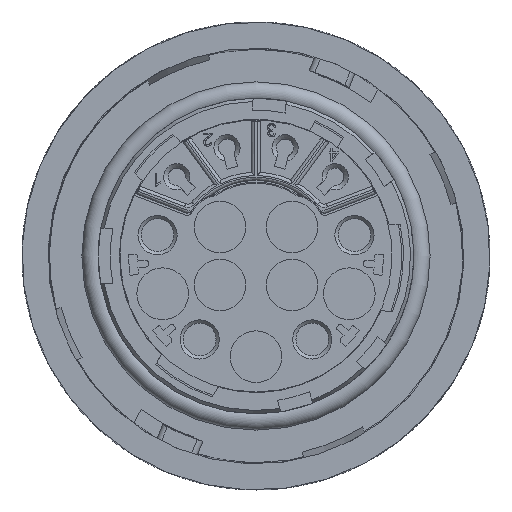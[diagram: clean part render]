
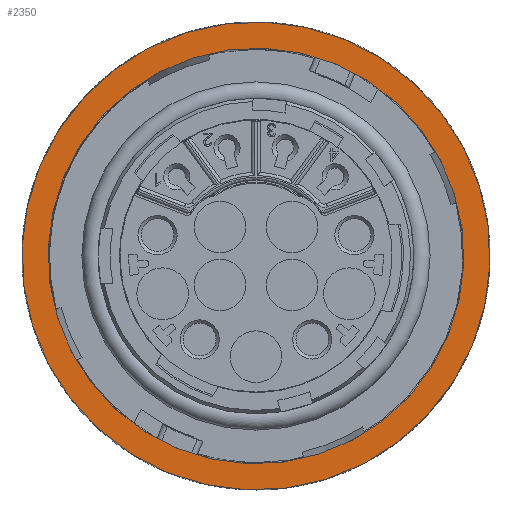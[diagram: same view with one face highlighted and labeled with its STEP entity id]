
A CAD part, left-side view. The second image highlights one B-rep face of the part: STEP entity #2350.
In plain terms, the highlighted planar face has unit normal (-1, 0, 0).
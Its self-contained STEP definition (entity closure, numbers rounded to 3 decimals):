
#883=FACE_BOUND('',#5307,.T.);
#884=FACE_BOUND('',#5308,.T.);
#2350=ADVANCED_FACE('',(#883,#884),#3097,.T.);
#3097=PLANE('',#22360);
#5307=EDGE_LOOP('',(#11030));
#5308=EDGE_LOOP('',(#11031));
#6162=CIRCLE('',#22282,21.5);
#6217=CIRCLE('',#22359,19.1);
#11030=ORIENTED_EDGE('',*,*,#16975,.T.);
#11031=ORIENTED_EDGE('',*,*,#16914,.F.);
#14147=VERTEX_POINT('',#37090);
#14152=VERTEX_POINT('',#37638);
#16914=EDGE_CURVE('',#14147,#14147,#6162,.T.);
#16975=EDGE_CURVE('',#14152,#14152,#6217,.T.);
#22282=AXIS2_PLACEMENT_3D('',#37089,#26539,#26540);
#22359=AXIS2_PLACEMENT_3D('',#37637,#26697,#26698);
#22360=AXIS2_PLACEMENT_3D('',#37639,#26699,#26700);
#26539=DIRECTION('',(1.,0.,0.));
#26540=DIRECTION('',(0.,0.924,0.382));
#26697=DIRECTION('',(1.,0.,0.));
#26698=DIRECTION('',(0.,0.924,0.382));
#26699=DIRECTION('',(-1.,0.,0.));
#26700=DIRECTION('',(0.,0.924,0.382));
#37089=CARTESIAN_POINT('',(-54.759,7.674,0.));
#37090=CARTESIAN_POINT('',(-54.759,27.545,8.21));
#37637=CARTESIAN_POINT('',(-54.759,7.674,0.));
#37638=CARTESIAN_POINT('',(-54.759,25.327,7.293));
#37639=CARTESIAN_POINT('',(-54.759,-23.122,12.603));
